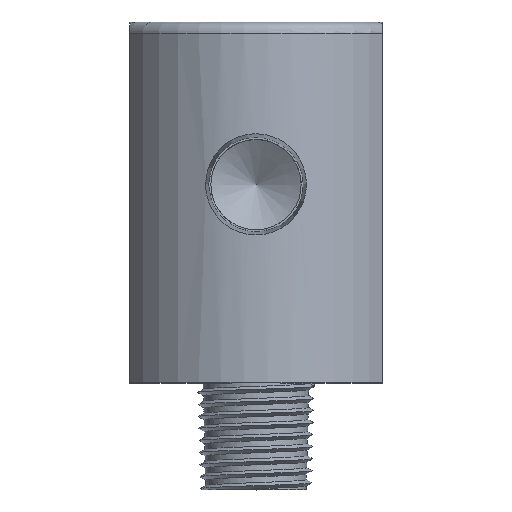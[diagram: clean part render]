
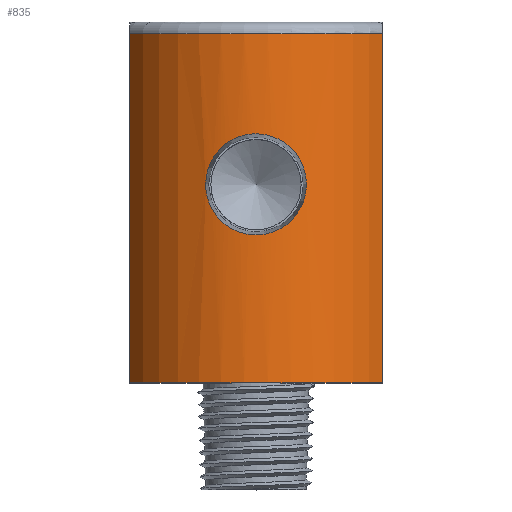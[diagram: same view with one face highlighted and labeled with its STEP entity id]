
A CAD part, top view. The second image highlights one B-rep face of the part: STEP entity #835.
In plain terms, the highlighted cylindrical face has radius 12.7 mm (diameter 25.4 mm), a partial arc.
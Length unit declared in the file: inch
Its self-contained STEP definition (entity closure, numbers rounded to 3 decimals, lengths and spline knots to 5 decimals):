
#21=FACE_BOUND('',#120,.T.);
#74=FACE_OUTER_BOUND('',#119,.T.);
#119=EDGE_LOOP('',(#670,#671,#672,#673));
#120=EDGE_LOOP('',(#674,#675,#676));
#138=CIRCLE('',#893,0.5);
#142=CIRCLE('',#901,0.5);
#204=B_SPLINE_CURVE_WITH_KNOTS('',3,(#4769,#4770,#4771,#4772,#4773,#4774,
#4775,#4776,#4777,#4778),.UNSPECIFIED.,.F.,.F.,(4,2,2,2,4),(0.67548,
0.84442,1.01336,1.18215,1.35095),
 .UNSPECIFIED.);
#205=B_SPLINE_CURVE_WITH_KNOTS('',3,(#4780,#4781,#4782,#4783,#4784,#4785,
#4786,#4787,#4788,#4789),.UNSPECIFIED.,.F.,.F.,(4,2,2,2,4),(1.35095,
1.51975,1.68854,1.85748,2.02643),
 .UNSPECIFIED.);
#206=B_SPLINE_CURVE_WITH_KNOTS('',3,(#4790,#4791,#4792,#4793,#4794,#4795,
#4796,#4797,#4798,#4799,#4800,#4801,#4802,#4803,#4804,#4805,#4806,#4807,
#4808),.UNSPECIFIED.,.F.,.F.,(4,2,2,2,3,2,2,2,4),(2.02643,2.19537,
2.36431,2.5331,2.7019,2.8707,3.03949,
3.20843,3.37738),.UNSPECIFIED.);
#243=LINE('',#4747,#286);
#244=LINE('',#4766,#287);
#286=VECTOR('',#1019,0.3937);
#287=VECTOR('',#1028,0.3937);
#349=VERTEX_POINT('',#2986);
#350=VERTEX_POINT('',#2988);
#359=VERTEX_POINT('',#4734);
#361=VERTEX_POINT('',#4750);
#362=VERTEX_POINT('',#4767);
#363=VERTEX_POINT('',#4768);
#364=VERTEX_POINT('',#4779);
#453=EDGE_CURVE('',#350,#349,#138,.T.);
#471=EDGE_CURVE('',#359,#349,#243,.T.);
#473=EDGE_CURVE('',#361,#359,#142,.T.);
#475=EDGE_CURVE('',#350,#361,#244,.T.);
#476=EDGE_CURVE('',#362,#363,#204,.T.);
#477=EDGE_CURVE('',#363,#364,#205,.T.);
#478=EDGE_CURVE('',#364,#362,#206,.T.);
#670=ORIENTED_EDGE('',*,*,#473,.F.);
#671=ORIENTED_EDGE('',*,*,#475,.F.);
#672=ORIENTED_EDGE('',*,*,#453,.T.);
#673=ORIENTED_EDGE('',*,*,#471,.F.);
#674=ORIENTED_EDGE('',*,*,#476,.T.);
#675=ORIENTED_EDGE('',*,*,#477,.T.);
#676=ORIENTED_EDGE('',*,*,#478,.T.);
#754=CYLINDRICAL_SURFACE('',#903,0.5);
#835=ADVANCED_FACE('',(#74,#21),#754,.T.);
#893=AXIS2_PLACEMENT_3D('',#2989,#1001,#1002);
#901=AXIS2_PLACEMENT_3D('',#4763,#1022,#1023);
#903=AXIS2_PLACEMENT_3D('',#4765,#1026,#1027);
#1001=DIRECTION('center_axis',(0.,1.,0.));
#1002=DIRECTION('ref_axis',(-0.875,0.,0.484));
#1019=DIRECTION('',(0.,-1.,0.));
#1022=DIRECTION('center_axis',(0.,1.,0.));
#1023=DIRECTION('ref_axis',(0.,0.,1.));
#1026=DIRECTION('center_axis',(0.,1.,0.));
#1027=DIRECTION('ref_axis',(-0.875,0.,0.484));
#1028=DIRECTION('',(0.,1.,0.));
#2986=CARTESIAN_POINT('',(0.4375,-0.625,0.24206));
#2988=CARTESIAN_POINT('',(-0.4375,-0.625,0.24206));
#2989=CARTESIAN_POINT('Origin',(0.,-0.625,0.));
#4734=CARTESIAN_POINT('',(0.4375,0.585,0.24206));
#4747=CARTESIAN_POINT('',(0.4375,0.,0.24206));
#4750=CARTESIAN_POINT('',(-0.4375,0.585,0.24206));
#4763=CARTESIAN_POINT('Origin',(0.,0.585,0.));
#4765=CARTESIAN_POINT('Origin',(0.,0.,0.));
#4766=CARTESIAN_POINT('',(-0.4375,0.,0.24206));
#4767=CARTESIAN_POINT('',(0.,-0.11287,0.5));
#4768=CARTESIAN_POINT('',(-0.17439,0.0625,0.4686));
#4769=CARTESIAN_POINT('Ctrl Pts',(0.,-0.11287,
0.5));
#4770=CARTESIAN_POINT('Ctrl Pts',(-0.02217,-0.11287,
0.5));
#4771=CARTESIAN_POINT('Ctrl Pts',(-0.04568,-0.10837,
0.49838));
#4772=CARTESIAN_POINT('Ctrl Pts',(-0.08867,-0.09032,
0.49255));
#4773=CARTESIAN_POINT('Ctrl Pts',(-0.10817,-0.0768,
0.48842));
#4774=CARTESIAN_POINT('Ctrl Pts',(-0.13888,-0.04581,
0.48059));
#4775=CARTESIAN_POINT('Ctrl Pts',(-0.15221,-0.02623,
0.47636));
#4776=CARTESIAN_POINT('Ctrl Pts',(-0.16997,0.01684,
0.47032));
#4777=CARTESIAN_POINT('Ctrl Pts',(-0.17439,0.04035,
0.4686));
#4778=CARTESIAN_POINT('Ctrl Pts',(-0.17439,0.0625,0.4686));
#4779=CARTESIAN_POINT('',(0.,0.23787,0.5));
#4780=CARTESIAN_POINT('Ctrl Pts',(-0.17439,0.0625,0.4686));
#4781=CARTESIAN_POINT('Ctrl Pts',(-0.17439,0.08465,
0.4686));
#4782=CARTESIAN_POINT('Ctrl Pts',(-0.16997,0.10816,
0.47032));
#4783=CARTESIAN_POINT('Ctrl Pts',(-0.15221,0.15123,
0.47636));
#4784=CARTESIAN_POINT('Ctrl Pts',(-0.13888,0.17081,
0.48059));
#4785=CARTESIAN_POINT('Ctrl Pts',(-0.10817,0.2018,0.48842));
#4786=CARTESIAN_POINT('Ctrl Pts',(-0.08867,0.21532,
0.49255));
#4787=CARTESIAN_POINT('Ctrl Pts',(-0.04568,0.23337,
0.49838));
#4788=CARTESIAN_POINT('Ctrl Pts',(-0.02217,0.23787,
0.5));
#4789=CARTESIAN_POINT('Ctrl Pts',(0.,0.23787,
0.5));
#4790=CARTESIAN_POINT('Ctrl Pts',(0.,0.23787,
0.5));
#4791=CARTESIAN_POINT('Ctrl Pts',(0.02217,0.23787,
0.5));
#4792=CARTESIAN_POINT('Ctrl Pts',(0.04568,0.23337,
0.49838));
#4793=CARTESIAN_POINT('Ctrl Pts',(0.08867,0.21532,
0.49255));
#4794=CARTESIAN_POINT('Ctrl Pts',(0.10817,0.2018,0.48842));
#4795=CARTESIAN_POINT('Ctrl Pts',(0.13888,0.17081,0.48059));
#4796=CARTESIAN_POINT('Ctrl Pts',(0.15221,0.15123,0.47636));
#4797=CARTESIAN_POINT('Ctrl Pts',(0.16997,0.10816,0.47032));
#4798=CARTESIAN_POINT('Ctrl Pts',(0.17439,0.08465,0.4686));
#4799=CARTESIAN_POINT('Ctrl Pts',(0.17439,0.0625,0.4686));
#4800=CARTESIAN_POINT('Ctrl Pts',(0.17439,0.04035,0.4686));
#4801=CARTESIAN_POINT('Ctrl Pts',(0.16997,0.01684,
0.47032));
#4802=CARTESIAN_POINT('Ctrl Pts',(0.15221,-0.02623,
0.47636));
#4803=CARTESIAN_POINT('Ctrl Pts',(0.13888,-0.04581,
0.48059));
#4804=CARTESIAN_POINT('Ctrl Pts',(0.10817,-0.0768,
0.48842));
#4805=CARTESIAN_POINT('Ctrl Pts',(0.08867,-0.09032,
0.49255));
#4806=CARTESIAN_POINT('Ctrl Pts',(0.04568,-0.10837,
0.49838));
#4807=CARTESIAN_POINT('Ctrl Pts',(0.02217,-0.11287,
0.5));
#4808=CARTESIAN_POINT('Ctrl Pts',(0.,-0.11287,
0.5));
